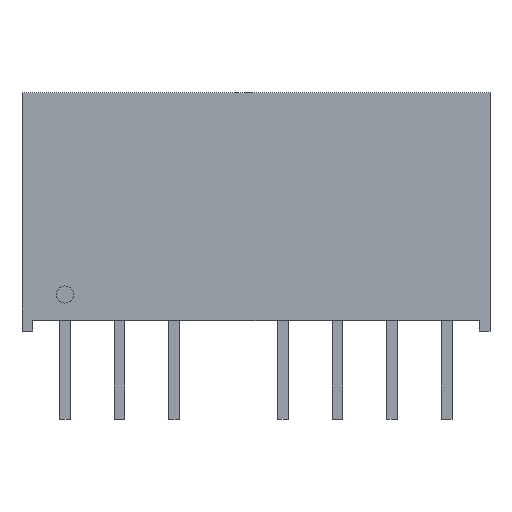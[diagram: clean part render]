
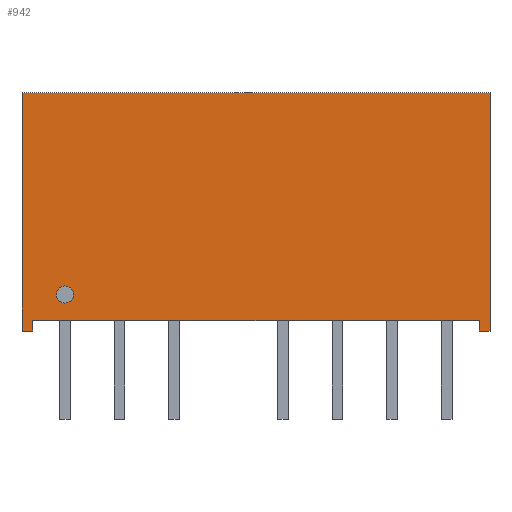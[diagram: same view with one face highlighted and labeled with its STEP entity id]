
A CAD part, top view. The second image highlights one B-rep face of the part: STEP entity #942.
In plain terms, the highlighted planar face has unit normal (0, 0, 1).
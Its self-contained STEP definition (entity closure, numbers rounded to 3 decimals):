
#3 = CARTESIAN_POINT ( 'NONE',  ( -8.9, 1.2, 9.2 ) ) ;
#29 = CARTESIAN_POINT ( 'NONE',  ( -10.4, -0.5, 9.2 ) ) ;
#35 = EDGE_CURVE ( 'NONE', #1114, #486, #1113, .T. ) ;
#40 = ORIENTED_EDGE ( 'NONE', *, *, #1471, .T. ) ;
#69 = CARTESIAN_POINT ( 'NONE',  ( -10.9, 10.6, 9.2 ) ) ;
#101 = EDGE_CURVE ( 'NONE', #902, #330, #796, .T. ) ;
#107 = DIRECTION ( 'NONE',  ( 1., 0., 0. ) ) ;
#110 = FACE_OUTER_BOUND ( 'NONE', #929, .T. ) ;
#112 = LINE ( 'NONE', #966, #566 ) ;
#113 = EDGE_CURVE ( 'NONE', #1358, #243, #1155, .T. ) ;
#150 = EDGE_CURVE ( 'NONE', #179, #1114, #836, .T. ) ;
#179 = VERTEX_POINT ( 'NONE', #528 ) ;
#185 = DIRECTION ( 'NONE',  ( 0., 1., 0. ) ) ;
#188 = CARTESIAN_POINT ( 'NONE',  ( -10.4, 0., 9.2 ) ) ;
#233 = ORIENTED_EDGE ( 'NONE', *, *, #306, .T. ) ;
#235 = DIRECTION ( 'NONE',  ( 1., 0., 0. ) ) ;
#243 = VERTEX_POINT ( 'NONE', #263 ) ;
#253 = DIRECTION ( 'NONE',  ( 0., -1., 0. ) ) ;
#262 = CARTESIAN_POINT ( 'NONE',  ( 10.9, -0.5, 9.2 ) ) ;
#263 = CARTESIAN_POINT ( 'NONE',  ( -8.5, 1.2, 9.2 ) ) ;
#286 = DIRECTION ( 'NONE',  ( 0., 0., 1. ) ) ;
#306 = EDGE_CURVE ( 'NONE', #1566, #179, #757, .T. ) ;
#310 = CARTESIAN_POINT ( 'NONE',  ( 10.9, -0.5, 9.2 ) ) ;
#312 = AXIS2_PLACEMENT_3D ( 'NONE', #658, #1508, #1401 ) ;
#330 = VERTEX_POINT ( 'NONE', #771 ) ;
#411 = AXIS2_PLACEMENT_3D ( 'NONE', #3, #286, #875 ) ;
#424 = EDGE_LOOP ( 'NONE', ( #1014, #707 ) ) ;
#438 = CARTESIAN_POINT ( 'NONE',  ( -9.3, 1.2, 9.2 ) ) ;
#477 = CARTESIAN_POINT ( 'NONE',  ( 10.4, 0., 9.2 ) ) ;
#486 = VERTEX_POINT ( 'NONE', #815 ) ;
#493 = CARTESIAN_POINT ( 'NONE',  ( 10.4, 0., 9.2 ) ) ;
#498 = EDGE_CURVE ( 'NONE', #243, #1358, #1406, .T. ) ;
#499 = VECTOR ( 'NONE', #185, 1000. ) ;
#501 = VECTOR ( 'NONE', #503, 1000. ) ;
#503 = DIRECTION ( 'NONE',  ( -1., 0., 0. ) ) ;
#505 = ORIENTED_EDGE ( 'NONE', *, *, #1311, .T. ) ;
#528 = CARTESIAN_POINT ( 'NONE',  ( -10.4, 0., 9.2 ) ) ;
#562 = DIRECTION ( 'NONE',  ( 0., 1., 0. ) ) ;
#566 = VECTOR ( 'NONE', #107, 1000. ) ;
#573 = VECTOR ( 'NONE', #869, 1000. ) ;
#579 = EDGE_CURVE ( 'NONE', #486, #1211, #112, .T. ) ;
#581 = LINE ( 'NONE', #1269, #1559 ) ;
#654 = LINE ( 'NONE', #870, #501 ) ;
#658 = CARTESIAN_POINT ( 'NONE',  ( 10.9, 10.6, 9.2 ) ) ;
#707 = ORIENTED_EDGE ( 'NONE', *, *, #113, .F. ) ;
#711 = DIRECTION ( 'NONE',  ( 0., 0., 1. ) ) ;
#735 = CARTESIAN_POINT ( 'NONE',  ( -10.9, -0.5, 9.2 ) ) ;
#757 = LINE ( 'NONE', #188, #499 ) ;
#771 = CARTESIAN_POINT ( 'NONE',  ( -10.9, -0.5, 9.2 ) ) ;
#796 = LINE ( 'NONE', #735, #1481 ) ;
#815 = CARTESIAN_POINT ( 'NONE',  ( 10.4, -0.5, 9.2 ) ) ;
#836 = LINE ( 'NONE', #1005, #573 ) ;
#869 = DIRECTION ( 'NONE',  ( 1., 0., 0. ) ) ;
#870 = CARTESIAN_POINT ( 'NONE',  ( -10.9, 10.6, 9.2 ) ) ;
#875 = DIRECTION ( 'NONE',  ( 1., 0., 0. ) ) ;
#902 = VERTEX_POINT ( 'NONE', #69 ) ;
#922 = PLANE ( 'NONE',  #312 ) ;
#929 = EDGE_LOOP ( 'NONE', ( #505, #40, #1134, #1241, #233, #993, #1264, #1382 ) ) ;
#942 = ADVANCED_FACE ( 'NONE', ( #944, #110 ), #922, .F. ) ;
#944 = FACE_BOUND ( 'NONE', #424, .T. ) ;
#957 = LINE ( 'NONE', #310, #1323 ) ;
#966 = CARTESIAN_POINT ( 'NONE',  ( 10.4, -0.5, 9.2 ) ) ;
#993 = ORIENTED_EDGE ( 'NONE', *, *, #150, .T. ) ;
#1005 = CARTESIAN_POINT ( 'NONE',  ( -10.4, 0., 9.2 ) ) ;
#1014 = ORIENTED_EDGE ( 'NONE', *, *, #498, .F. ) ;
#1049 = AXIS2_PLACEMENT_3D ( 'NONE', #1310, #711, #235 ) ;
#1113 = LINE ( 'NONE', #493, #1576 ) ;
#1114 = VERTEX_POINT ( 'NONE', #477 ) ;
#1134 = ORIENTED_EDGE ( 'NONE', *, *, #101, .T. ) ;
#1155 = CIRCLE ( 'NONE', #411, 0.4 ) ;
#1211 = VERTEX_POINT ( 'NONE', #262 ) ;
#1224 = EDGE_CURVE ( 'NONE', #330, #1566, #581, .T. ) ;
#1241 = ORIENTED_EDGE ( 'NONE', *, *, #1224, .T. ) ;
#1264 = ORIENTED_EDGE ( 'NONE', *, *, #35, .T. ) ;
#1268 = VERTEX_POINT ( 'NONE', #1386 ) ;
#1269 = CARTESIAN_POINT ( 'NONE',  ( -10.4, -0.5, 9.2 ) ) ;
#1310 = CARTESIAN_POINT ( 'NONE',  ( -8.9, 1.2, 9.2 ) ) ;
#1311 = EDGE_CURVE ( 'NONE', #1211, #1268, #957, .T. ) ;
#1323 = VECTOR ( 'NONE', #562, 1000. ) ;
#1342 = DIRECTION ( 'NONE',  ( 0., -1., 0. ) ) ;
#1358 = VERTEX_POINT ( 'NONE', #438 ) ;
#1382 = ORIENTED_EDGE ( 'NONE', *, *, #579, .T. ) ;
#1386 = CARTESIAN_POINT ( 'NONE',  ( 10.9, 10.6, 9.2 ) ) ;
#1401 = DIRECTION ( 'NONE',  ( -1., 0., 0. ) ) ;
#1406 = CIRCLE ( 'NONE', #1049, 0.4 ) ;
#1471 = EDGE_CURVE ( 'NONE', #1268, #902, #654, .T. ) ;
#1481 = VECTOR ( 'NONE', #253, 1000. ) ;
#1508 = DIRECTION ( 'NONE',  ( 0., 0., -1. ) ) ;
#1514 = DIRECTION ( 'NONE',  ( 1., 0., 0. ) ) ;
#1559 = VECTOR ( 'NONE', #1514, 1000. ) ;
#1566 = VERTEX_POINT ( 'NONE', #29 ) ;
#1576 = VECTOR ( 'NONE', #1342, 1000. ) ;
